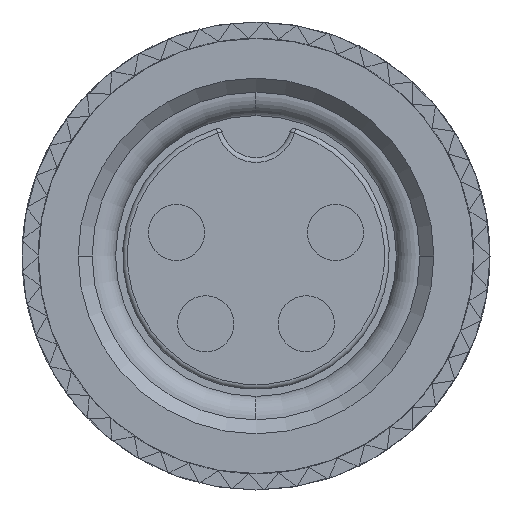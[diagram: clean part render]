
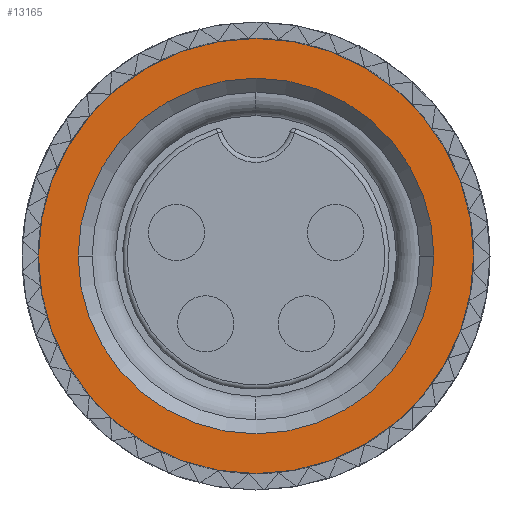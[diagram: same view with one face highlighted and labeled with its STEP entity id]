
A CAD part, left-side view. The second image highlights one B-rep face of the part: STEP entity #13165.
In plain terms, the highlighted planar face has unit normal (-1, 0, 0).
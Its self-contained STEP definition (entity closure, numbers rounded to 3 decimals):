
#2237=CARTESIAN_POINT('',(-0.4,0.,0.));
#2238=DIRECTION('',(-1.,0.,0.));
#2239=DIRECTION('',(0.,0.,1.));
#2240=AXIS2_PLACEMENT_3D('',#2237,#2238,#2239);
#2242=CARTESIAN_POINT('',(-0.4,0.,0.));
#2243=DIRECTION('',(-1.,0.,0.));
#2244=DIRECTION('',(0.,0.,-1.));
#2245=AXIS2_PLACEMENT_3D('',#2242,#2243,#2244);
#2247=CARTESIAN_POINT('',(-0.4,0.,0.));
#2248=DIRECTION('',(1.,0.,0.));
#2249=DIRECTION('',(0.,-1.,0.));
#2250=AXIS2_PLACEMENT_3D('',#2247,#2248,#2249);
#2257=CARTESIAN_POINT('',(-0.4,0.,0.));
#2258=DIRECTION('',(1.,0.,0.));
#2259=DIRECTION('',(0.,1.,0.));
#2260=AXIS2_PLACEMENT_3D('',#2257,#2258,#2259);
#6656=CARTESIAN_POINT('',(-0.4,0.,4.65));
#6657=CARTESIAN_POINT('',(-0.4,0.,-4.65));
#6658=VERTEX_POINT('',#6656);
#6659=VERTEX_POINT('',#6657);
#6668=CARTESIAN_POINT('',(-0.4,-3.8,0.));
#6669=CARTESIAN_POINT('',(-0.4,3.8,0.));
#6670=VERTEX_POINT('',#6668);
#6671=VERTEX_POINT('',#6669);
#13150=CARTESIAN_POINT('',(-0.4,0.,0.));
#13151=DIRECTION('',(-1.,0.,0.));
#13152=DIRECTION('',(0.,0.,-1.));
#13153=AXIS2_PLACEMENT_3D('',#13150,#13151,#13152);
#13154=PLANE('',#13153);
#13155=ORIENTED_EDGE('',*,*,#12778,.F.);
#13156=ORIENTED_EDGE('',*,*,#10289,.F.);
#13157=EDGE_LOOP('',(#13155,#13156));
#13158=FACE_OUTER_BOUND('',#13157,.F.);
#13160=ORIENTED_EDGE('',*,*,#13159,.F.);
#13162=ORIENTED_EDGE('',*,*,#13161,.F.);
#13163=EDGE_LOOP('',(#13160,#13162));
#13164=FACE_BOUND('',#13163,.F.);
#13165=ADVANCED_FACE('',(#13158,#13164),#13154,.T.);
#2241=CIRCLE('',#2240,4.65);
#2246=CIRCLE('',#2245,4.65);
#2251=CIRCLE('',#2250,3.8);
#2261=CIRCLE('',#2260,3.8);
#10289=EDGE_CURVE('',#6659,#6658,#2246,.T.);
#12778=EDGE_CURVE('',#6658,#6659,#2241,.T.);
#13159=EDGE_CURVE('',#6670,#6671,#2251,.T.);
#13161=EDGE_CURVE('',#6671,#6670,#2261,.T.);
